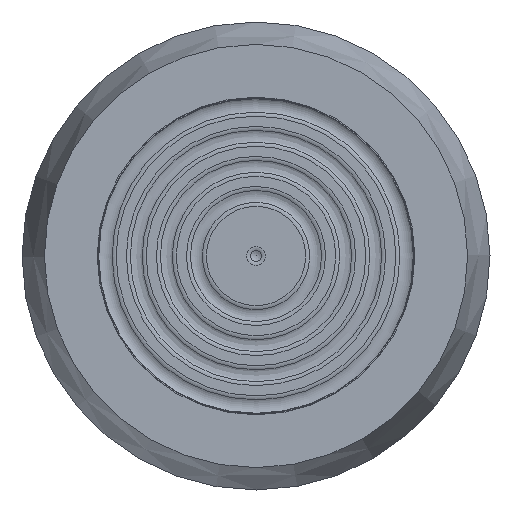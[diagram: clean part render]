
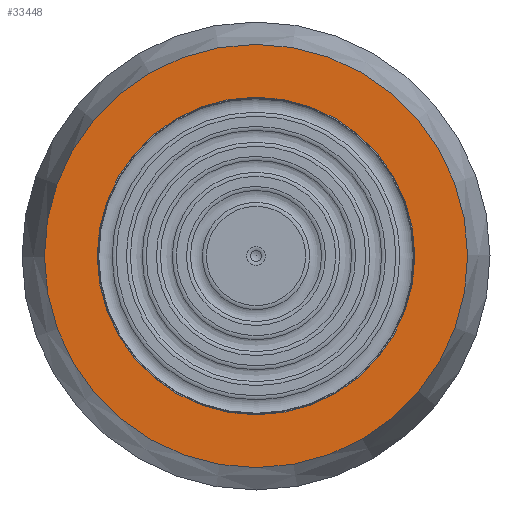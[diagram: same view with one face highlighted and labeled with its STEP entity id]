
A CAD part, left-side view. The second image highlights one B-rep face of the part: STEP entity #33448.
In plain terms, the highlighted planar face has unit normal (-1, 0, 0).
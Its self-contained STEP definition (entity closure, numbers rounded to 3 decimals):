
#822=FACE_BOUND('',#5562,.T.);
#1850=PLANE('',#35794);
#3623=FACE_OUTER_BOUND('',#5561,.T.);
#5561=EDGE_LOOP('',(#31253));
#5562=EDGE_LOOP('',(#31254));
#6365=CIRCLE('',#35786,19.);
#6370=CIRCLE('',#35795,25.321);
#16667=VERTEX_POINT('',#94444);
#16670=VERTEX_POINT('',#94457);
#21538=EDGE_CURVE('',#16667,#16667,#6365,.T.);
#21544=EDGE_CURVE('',#16670,#16670,#6370,.T.);
#31253=ORIENTED_EDGE('',*,*,#21544,.F.);
#31254=ORIENTED_EDGE('',*,*,#21538,.T.);
#33448=ADVANCED_FACE('',(#3623,#822),#1850,.T.);
#35786=AXIS2_PLACEMENT_3D('',#94445,#43323,#43324);
#35794=AXIS2_PLACEMENT_3D('',#94456,#43340,#43341);
#35795=AXIS2_PLACEMENT_3D('',#94458,#43342,#43343);
#43323=DIRECTION('center_axis',(1.,0.,0.));
#43324=DIRECTION('ref_axis',(0.,1.,0.));
#43340=DIRECTION('center_axis',(-1.,0.,0.));
#43341=DIRECTION('ref_axis',(0.,0.,1.));
#43342=DIRECTION('center_axis',(1.,0.,0.));
#43343=DIRECTION('ref_axis',(0.,0.,-1.));
#94444=CARTESIAN_POINT('',(-37.,-19.,0.));
#94445=CARTESIAN_POINT('Origin',(-37.,0.,0.));
#94456=CARTESIAN_POINT('Origin',(-37.,25.321,0.));
#94457=CARTESIAN_POINT('',(-37.,-25.321,0.));
#94458=CARTESIAN_POINT('Origin',(-37.,0.,0.));
